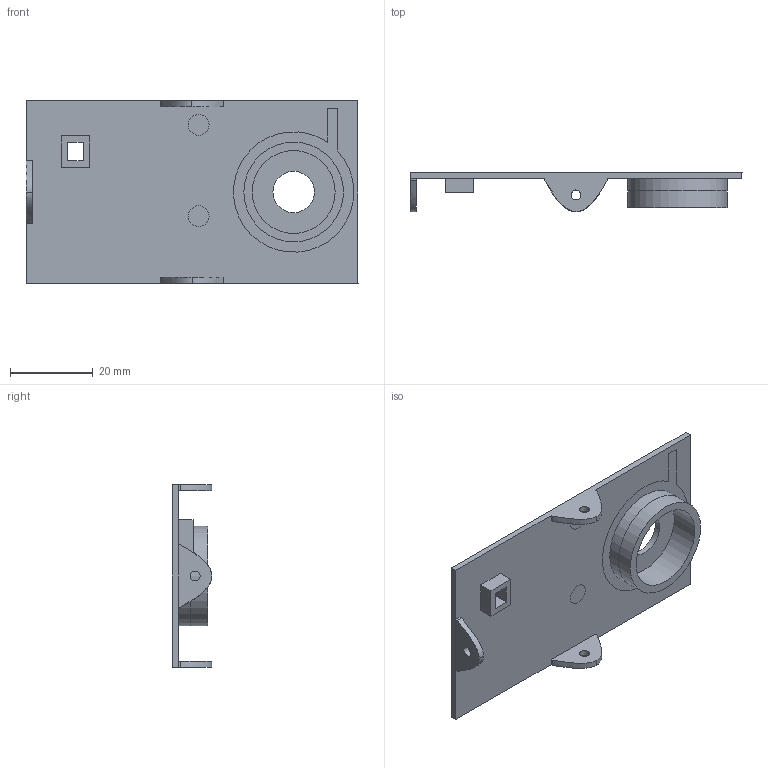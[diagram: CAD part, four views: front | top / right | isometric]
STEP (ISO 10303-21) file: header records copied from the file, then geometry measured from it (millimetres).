
FILE_DESCRIPTION(/* description */ (''),/* implementation_level */ '2;1');
FILE_NAME(/* name */ 'Bottom-RAK12014.step',/* time_stamp */ '2022-01-12T14:34:16+08:00',/* author */ (''),/* organization */ (''),/* preprocessor_version */ 'ST-DEVELOPER v18.1',/* originating_system */ 'Autodesk Translation Framework v10.10.0.1391',/* authorisation */ '');
FILE_SCHEMA (('AUTOMOTIVE_DESIGN { 1 0 10303 214 3 1 1 }'));
Length unit declared in the file: millimetre
Products named in the file (1): Bottom-RAK12014 (1)
Bounding box: 80 x 9.5 x 44 mm (x, y, z)
Volume: 6569 mm3; surface area: 8950.6 mm2
Topology: 1 solids, 1 shells, 45 faces, 116 edges, 79 vertices
Faces by surface type: plane 32, cylinder 7, bspline 6
Full cylindrical faces by diameter (mm): 2.4 x3, 10.002 x1, 20 x1, 24 x2
Entity records: 1998 total; most frequent: CARTESIAN_POINT 859, ORIENTED_EDGE 232, DIRECTION 202, EDGE_CURVE 116, LINE 86, VECTOR 86, VERTEX_POINT 79, EDGE_LOOP 61
